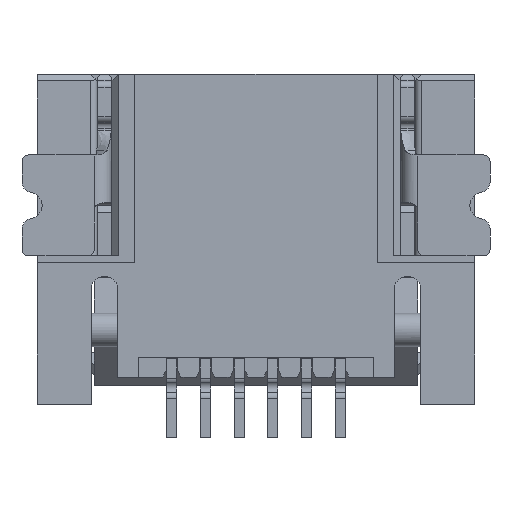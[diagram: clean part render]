
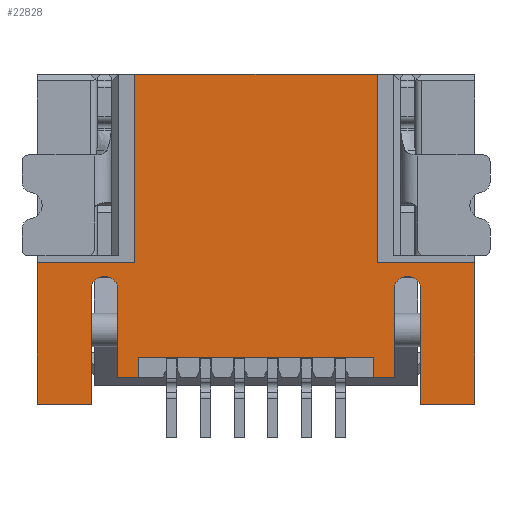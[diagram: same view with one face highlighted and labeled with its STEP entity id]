
A CAD part, front view. The second image highlights one B-rep face of the part: STEP entity #22828.
In plain terms, the highlighted planar face has unit normal (0, -1, 0).
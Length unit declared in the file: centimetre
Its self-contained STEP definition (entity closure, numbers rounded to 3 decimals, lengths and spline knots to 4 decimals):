
#1323=FACE_OUTER_BOUND('',#2494,.T.);
#2494=EDGE_LOOP('',(#16290,#16291,#16292,#16293,#16294,#16295,#16296,#16297,
#16298,#16299,#16300,#16301,#16302,#16303,#16304,#16305,#16306,#16307,#16308,
#16309));
#3499=CIRCLE('',#24028,0.02);
#3500=CIRCLE('',#24031,0.02);
#4518=LINE('',#32943,#7159);
#4559=LINE('',#33031,#7200);
#4615=LINE('',#33146,#7256);
#4752=LINE('',#33421,#7393);
#4768=LINE('',#33453,#7409);
#4771=LINE('',#33460,#7412);
#4772=LINE('',#33463,#7413);
#4773=LINE('',#33465,#7414);
#4774=LINE('',#33467,#7415);
#4775=LINE('',#33471,#7416);
#4776=LINE('',#33473,#7417);
#4777=LINE('',#33475,#7418);
#4778=LINE('',#33477,#7419);
#4779=LINE('',#33478,#7420);
#4780=LINE('',#33480,#7421);
#4781=LINE('',#33482,#7422);
#4782=LINE('',#33483,#7423);
#4783=LINE('',#33484,#7424);
#7159=VECTOR('',#26460,0.21);
#7200=VECTOR('',#26515,0.36);
#7256=VECTOR('',#26583,0.03);
#7393=VECTOR('',#26780,0.08);
#7409=VECTOR('',#26814,0.17);
#7412=VECTOR('',#26823,0.13);
#7413=VECTOR('',#26826,0.145);
#7414=VECTOR('',#26827,0.08);
#7415=VECTOR('',#26828,0.17);
#7416=VECTOR('',#26831,0.13);
#7417=VECTOR('',#26832,0.03);
#7418=VECTOR('',#26833,0.03);
#7419=VECTOR('',#26834,0.35);
#7420=VECTOR('',#26835,0.03);
#7421=VECTOR('',#26836,0.21);
#7422=VECTOR('',#26837,0.145);
#7423=VECTOR('',#26838,0.28);
#7424=VECTOR('',#26839,0.28);
#9708=VERTEX_POINT('',#32940);
#9709=VERTEX_POINT('',#32942);
#9748=VERTEX_POINT('',#33028);
#9749=VERTEX_POINT('',#33030);
#9801=VERTEX_POINT('',#33143);
#9802=VERTEX_POINT('',#33145);
#9909=VERTEX_POINT('',#33418);
#9910=VERTEX_POINT('',#33420);
#9917=VERTEX_POINT('',#33452);
#9918=VERTEX_POINT('',#33456);
#9919=VERTEX_POINT('',#33462);
#9920=VERTEX_POINT('',#33464);
#9921=VERTEX_POINT('',#33466);
#9922=VERTEX_POINT('',#33468);
#9923=VERTEX_POINT('',#33470);
#9924=VERTEX_POINT('',#33472);
#9925=VERTEX_POINT('',#33474);
#9926=VERTEX_POINT('',#33476);
#9927=VERTEX_POINT('',#33479);
#9928=VERTEX_POINT('',#33481);
#12088=EDGE_CURVE('',#9708,#9709,#4518,.T.);
#12132=EDGE_CURVE('',#9748,#9749,#4559,.T.);
#12190=EDGE_CURVE('',#9801,#9802,#4615,.T.);
#12329=EDGE_CURVE('',#9910,#9909,#4752,.T.);
#12345=EDGE_CURVE('',#9917,#9910,#4768,.T.);
#12347=EDGE_CURVE('',#9917,#9918,#3499,.T.);
#12349=EDGE_CURVE('',#9801,#9918,#4771,.T.);
#12350=EDGE_CURVE('',#9919,#9709,#4772,.T.);
#12351=EDGE_CURVE('',#9708,#9920,#4773,.T.);
#12352=EDGE_CURVE('',#9921,#9920,#4774,.T.);
#12353=EDGE_CURVE('',#9922,#9921,#3500,.T.);
#12354=EDGE_CURVE('',#9923,#9922,#4775,.T.);
#12355=EDGE_CURVE('',#9924,#9923,#4776,.T.);
#12356=EDGE_CURVE('',#9924,#9925,#4777,.T.);
#12357=EDGE_CURVE('',#9926,#9925,#4778,.T.);
#12358=EDGE_CURVE('',#9926,#9802,#4779,.T.);
#12359=EDGE_CURVE('',#9909,#9927,#4780,.T.);
#12360=EDGE_CURVE('',#9927,#9928,#4781,.T.);
#12361=EDGE_CURVE('',#9928,#9749,#4782,.T.);
#12362=EDGE_CURVE('',#9919,#9748,#4783,.T.);
#16290=ORIENTED_EDGE('',*,*,#12350,.T.);
#16291=ORIENTED_EDGE('',*,*,#12088,.F.);
#16292=ORIENTED_EDGE('',*,*,#12351,.T.);
#16293=ORIENTED_EDGE('',*,*,#12352,.F.);
#16294=ORIENTED_EDGE('',*,*,#12353,.F.);
#16295=ORIENTED_EDGE('',*,*,#12354,.F.);
#16296=ORIENTED_EDGE('',*,*,#12355,.F.);
#16297=ORIENTED_EDGE('',*,*,#12356,.T.);
#16298=ORIENTED_EDGE('',*,*,#12357,.F.);
#16299=ORIENTED_EDGE('',*,*,#12358,.T.);
#16300=ORIENTED_EDGE('',*,*,#12190,.F.);
#16301=ORIENTED_EDGE('',*,*,#12349,.T.);
#16302=ORIENTED_EDGE('',*,*,#12347,.F.);
#16303=ORIENTED_EDGE('',*,*,#12345,.T.);
#16304=ORIENTED_EDGE('',*,*,#12329,.T.);
#16305=ORIENTED_EDGE('',*,*,#12359,.T.);
#16306=ORIENTED_EDGE('',*,*,#12360,.T.);
#16307=ORIENTED_EDGE('',*,*,#12361,.T.);
#16308=ORIENTED_EDGE('',*,*,#12132,.F.);
#16309=ORIENTED_EDGE('',*,*,#12362,.F.);
#22007=PLANE('',#24030);
#22828=ADVANCED_FACE('',(#1323),#22007,.F.);
#24028=AXIS2_PLACEMENT_3D('',#33457,#26818,#26819);
#24030=AXIS2_PLACEMENT_3D('',#33461,#26824,#26825);
#24031=AXIS2_PLACEMENT_3D('',#33469,#26829,#26830);
#26460=DIRECTION('',(0.,0.,1.));
#26515=DIRECTION('',(1.,0.,0.));
#26583=DIRECTION('',(-1.,0.,0.));
#26780=DIRECTION('',(1.,0.,0.));
#26814=DIRECTION('',(0.,0.,-1.));
#26818=DIRECTION('center_axis',(0.,-1.,0.));
#26819=DIRECTION('ref_axis',(1.,0.,0.));
#26823=DIRECTION('',(0.,0.,1.));
#26824=DIRECTION('center_axis',(0.,1.,0.));
#26825=DIRECTION('ref_axis',(0.,0.,1.));
#26826=DIRECTION('',(-1.,0.,0.));
#26827=DIRECTION('',(1.,0.,0.));
#26828=DIRECTION('',(0.,0.,-1.));
#26829=DIRECTION('center_axis',(0.,-1.,0.));
#26830=DIRECTION('ref_axis',(1.,0.,0.));
#26831=DIRECTION('',(0.,0.,1.));
#26832=DIRECTION('',(-1.,0.,0.));
#26833=DIRECTION('',(0.,0.,1.));
#26834=DIRECTION('',(-1.,0.,0.));
#26835=DIRECTION('',(0.,0.,-1.));
#26836=DIRECTION('',(0.,0.,1.));
#26837=DIRECTION('',(-1.,0.,0.));
#26838=DIRECTION('',(0.,0.,1.));
#26839=DIRECTION('',(0.,0.,1.));
#32940=CARTESIAN_POINT('',(-3.8678,0.9105,0.2158));
#32942=CARTESIAN_POINT('',(-3.8678,0.9105,0.4258));
#32943=CARTESIAN_POINT('',(-3.8678,0.9105,0.2158));
#33028=CARTESIAN_POINT('',(-3.7228,0.9105,0.7058));
#33030=CARTESIAN_POINT('',(-3.3628,0.9105,0.7058));
#33031=CARTESIAN_POINT('',(-3.7228,0.9105,0.7058));
#33143=CARTESIAN_POINT('',(-3.3378,0.9105,0.2558));
#33145=CARTESIAN_POINT('',(-3.3678,0.9105,0.2558));
#33146=CARTESIAN_POINT('',(-3.3378,0.9105,0.2558));
#33418=CARTESIAN_POINT('',(-3.2178,0.9105,0.2158));
#33420=CARTESIAN_POINT('',(-3.2978,0.9105,0.2158));
#33421=CARTESIAN_POINT('',(-3.2978,0.9105,0.2158));
#33452=CARTESIAN_POINT('',(-3.2978,0.9105,0.3858));
#33453=CARTESIAN_POINT('',(-3.2978,0.9105,0.3858));
#33456=CARTESIAN_POINT('',(-3.3378,0.9105,0.3858));
#33457=CARTESIAN_POINT('Origin',(-3.3178,0.9105,0.3858));
#33460=CARTESIAN_POINT('',(-3.3378,0.9105,0.2558));
#33461=CARTESIAN_POINT('Origin',(-3.5428,0.9105,0.4608));
#33462=CARTESIAN_POINT('',(-3.7228,0.9105,0.4258));
#33463=CARTESIAN_POINT('',(-3.7228,0.9105,0.4258));
#33464=CARTESIAN_POINT('',(-3.7878,0.9105,0.2158));
#33465=CARTESIAN_POINT('',(-3.8678,0.9105,0.2158));
#33466=CARTESIAN_POINT('',(-3.7878,0.9105,0.3858));
#33467=CARTESIAN_POINT('',(-3.7878,0.9105,0.3858));
#33468=CARTESIAN_POINT('',(-3.7478,0.9105,0.3858));
#33469=CARTESIAN_POINT('Origin',(-3.7678,0.9105,0.3858));
#33470=CARTESIAN_POINT('',(-3.7478,0.9105,0.2558));
#33471=CARTESIAN_POINT('',(-3.7478,0.9105,0.2558));
#33472=CARTESIAN_POINT('',(-3.7178,0.9105,0.2558));
#33473=CARTESIAN_POINT('',(-3.7178,0.9105,0.2558));
#33474=CARTESIAN_POINT('',(-3.7178,0.9105,0.2858));
#33475=CARTESIAN_POINT('',(-3.7178,0.9105,0.2558));
#33476=CARTESIAN_POINT('',(-3.3678,0.9105,0.2858));
#33477=CARTESIAN_POINT('',(-3.3678,0.9105,0.2858));
#33478=CARTESIAN_POINT('',(-3.3678,0.9105,0.2858));
#33479=CARTESIAN_POINT('',(-3.2178,0.9105,0.4258));
#33480=CARTESIAN_POINT('',(-3.2178,0.9105,0.2158));
#33481=CARTESIAN_POINT('',(-3.3628,0.9105,0.4258));
#33482=CARTESIAN_POINT('',(-3.2178,0.9105,0.4258));
#33483=CARTESIAN_POINT('',(-3.3628,0.9105,0.4258));
#33484=CARTESIAN_POINT('',(-3.7228,0.9105,0.4258));
